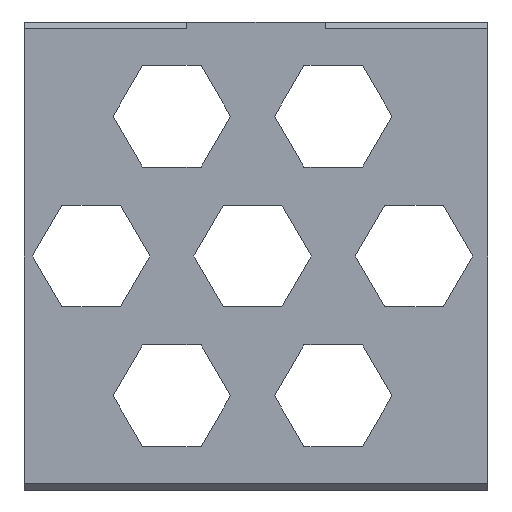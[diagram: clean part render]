
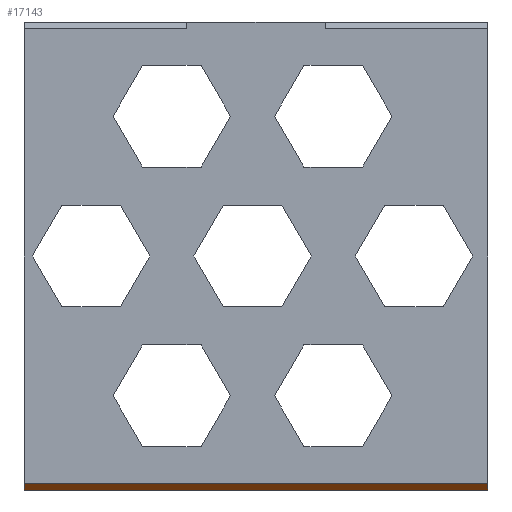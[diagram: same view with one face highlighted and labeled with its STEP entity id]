
A CAD part, left-side view. The second image highlights one B-rep face of the part: STEP entity #17143.
In plain terms, the highlighted planar face has unit normal (-0.707, 0, -0.707).
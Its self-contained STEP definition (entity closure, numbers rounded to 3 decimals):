
#1085 = EDGE_CURVE ( 'NONE', #21053, #14092, #7119, .T. ) ;
#1136 = ORIENTED_EDGE ( 'NONE', *, *, #1356, .F. ) ;
#1356 = EDGE_CURVE ( 'NONE', #14092, #5414, #6179, .T. ) ;
#1503 = EDGE_CURVE ( 'NONE', #5414, #1879, #15067, .T. ) ;
#1879 = VERTEX_POINT ( 'NONE', #8269 ) ;
#3643 = DIRECTION ( 'NONE',  ( 0.707, 0., 0.707 ) ) ;
#4893 = EDGE_LOOP ( 'NONE', ( #1136, #15790, #18174, #13343 ) ) ;
#5201 = DIRECTION ( 'NONE',  ( 0., -1., 0. ) ) ;
#5413 = CARTESIAN_POINT ( 'NONE',  ( -109.7, 66., -4.2 ) ) ;
#5414 = VERTEX_POINT ( 'NONE', #5413 ) ;
#6179 = LINE ( 'NONE', #16389, #10714 ) ;
#6490 = DIRECTION ( 'NONE',  ( 0.707, 0., -0.707 ) ) ;
#7119 = LINE ( 'NONE', #13896, #19907 ) ;
#7830 = CARTESIAN_POINT ( 'NONE',  ( -109.7, -68.2, -4.2 ) ) ;
#8269 = CARTESIAN_POINT ( 'NONE',  ( -109.7, -68.2, -4.2 ) ) ;
#8858 = CARTESIAN_POINT ( 'NONE',  ( -109.7, 0., -4.2 ) ) ;
#9808 = CARTESIAN_POINT ( 'NONE',  ( -107.7, -68.2, -6.2 ) ) ;
#10520 = VECTOR ( 'NONE', #6490, 1000. ) ;
#10714 = VECTOR ( 'NONE', #18272, 1000. ) ;
#11745 = DIRECTION ( 'NONE',  ( 0., -1., 0. ) ) ;
#12514 = VECTOR ( 'NONE', #11745, 1000. ) ;
#13343 = ORIENTED_EDGE ( 'NONE', *, *, #1503, .F. ) ;
#13418 = CARTESIAN_POINT ( 'NONE',  ( -109.7, 0., -4.2 ) ) ;
#13655 = FACE_OUTER_BOUND ( 'NONE', #4893, .T. ) ;
#13896 = CARTESIAN_POINT ( 'NONE',  ( -107.7, 0., -6.2 ) ) ;
#14092 = VERTEX_POINT ( 'NONE', #18555 ) ;
#14794 = DIRECTION ( 'NONE',  ( 0., 1., 0. ) ) ;
#15067 = LINE ( 'NONE', #13418, #12514 ) ;
#15202 = EDGE_CURVE ( 'NONE', #1879, #21053, #19584, .T. ) ;
#15790 = ORIENTED_EDGE ( 'NONE', *, *, #1085, .F. ) ;
#16389 = CARTESIAN_POINT ( 'NONE',  ( -109.7, 66., -4.2 ) ) ;
#17143 = ADVANCED_FACE ( 'NONE', ( #13655 ), #18851, .F. ) ;
#18174 = ORIENTED_EDGE ( 'NONE', *, *, #15202, .F. ) ;
#18272 = DIRECTION ( 'NONE',  ( -0.707, 0., 0.707 ) ) ;
#18367 = AXIS2_PLACEMENT_3D ( 'NONE', #8858, #3643, #5201 ) ;
#18555 = CARTESIAN_POINT ( 'NONE',  ( -107.7, 66., -6.2 ) ) ;
#18851 = PLANE ( 'NONE',  #18367 ) ;
#19584 = LINE ( 'NONE', #7830, #10520 ) ;
#19907 = VECTOR ( 'NONE', #14794, 1000. ) ;
#21053 = VERTEX_POINT ( 'NONE', #9808 ) ;
